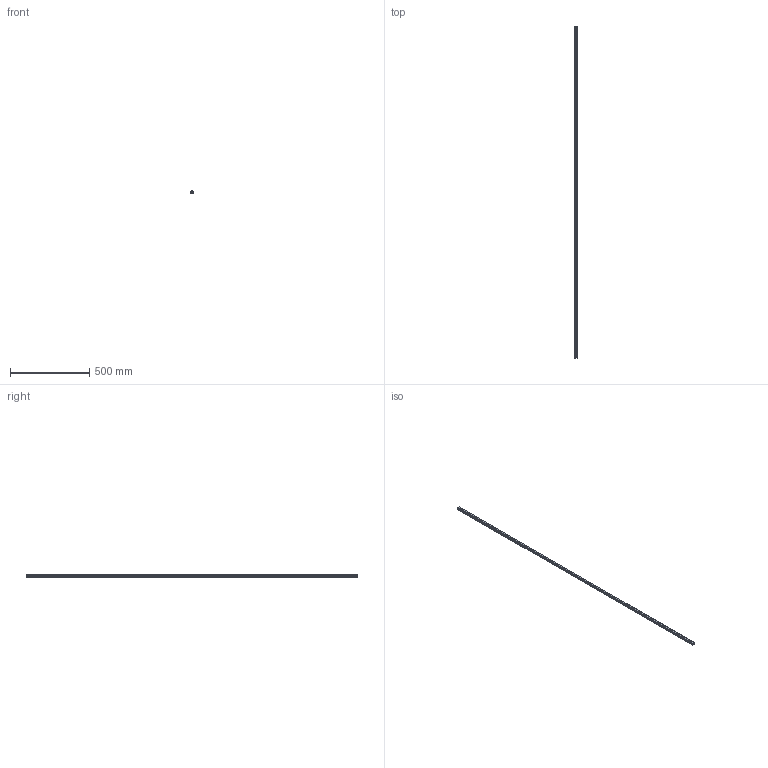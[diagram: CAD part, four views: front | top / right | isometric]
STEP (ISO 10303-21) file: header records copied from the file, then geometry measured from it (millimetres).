
FILE_DESCRIPTION(('STEP AP214'),'1');
FILE_NAME('cctmp_D828B16A-C421-4751-AE74-7A632D14E8E3_2021_01_19_13_57_09_0008..stp','2021-01-19T12:57:09',('HIWIN GmbH'),('CADClick - www.CADClick.com'),'Spatial InterOp 3D',' ','unknown authorization');
FILE_SCHEMA(('AUTOMOTIVE_DESIGN'));
Length unit declared in the file: millimetre
Products named in the file (1): HGR15T2100C_FILE
Bounding box: 15 x 2100 x 15 mm (x, y, z)
Volume: 394196.1 mm3; surface area: 133317.2 mm2
Topology: 1 solids, 1 shells, 255 faces, 677 edges, 393 vertices
Faces by surface type: cylinder 96, plane 89, cone 70
Entity records: 9417 total; most frequent: DIRECTION 1311, CARTESIAN_POINT 1256, ORIENTED_EDGE 1214, EDGE_CURVE 607, AXIS2_PLACEMENT_3D 448, LINE 415, VECTOR 415, VERTEX_POINT 393
